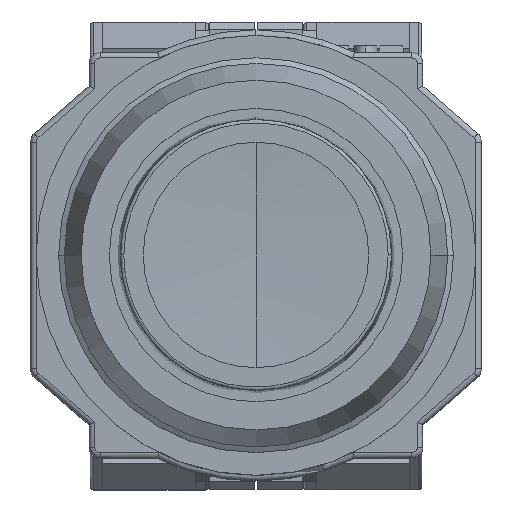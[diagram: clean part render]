
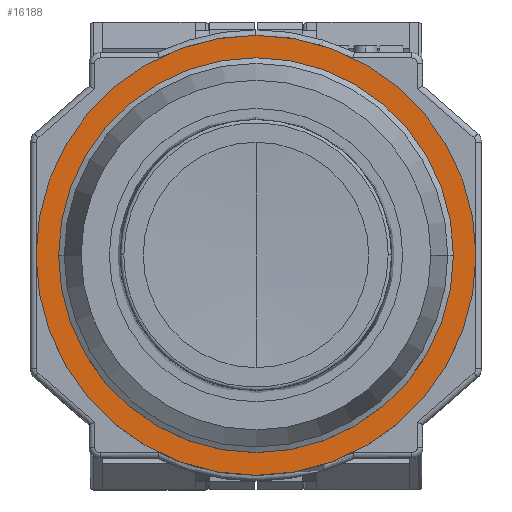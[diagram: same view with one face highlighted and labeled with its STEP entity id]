
A CAD part, top view. The second image highlights one B-rep face of the part: STEP entity #16188.
In plain terms, the highlighted planar face has unit normal (0, 0, 1).
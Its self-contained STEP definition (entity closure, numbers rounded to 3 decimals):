
#299 = DIRECTION ( 'NONE',  ( 0., 0., 1. ) ) ;
#475 = VERTEX_POINT ( 'NONE', #4893 ) ;
#987 = FACE_OUTER_BOUND ( 'NONE', #11982, .T. ) ;
#1097 = DIRECTION ( 'NONE',  ( 0., 0., 1. ) ) ;
#2303 = FACE_BOUND ( 'NONE', #2862, .T. ) ;
#2862 = EDGE_LOOP ( 'NONE', ( #8643, #15501 ) ) ;
#3502 = VERTEX_POINT ( 'NONE', #14659 ) ;
#4062 = AXIS2_PLACEMENT_3D ( 'NONE', #10707, #8930, #7182 ) ;
#4283 = AXIS2_PLACEMENT_3D ( 'NONE', #15006, #13308, #11553 ) ;
#4666 = CARTESIAN_POINT ( 'NONE',  ( 19.5, 0., 1.5 ) ) ;
#4893 = CARTESIAN_POINT ( 'NONE',  ( 14.75, 0., 1.5 ) ) ;
#5168 = CIRCLE ( 'NONE', #4283, 19.5 ) ;
#5306 = CIRCLE ( 'NONE', #10076, 14.75 ) ;
#5395 = AXIS2_PLACEMENT_3D ( 'NONE', #14987, #1097, #16329 ) ;
#6627 = CIRCLE ( 'NONE', #12610, 19.5 ) ;
#7182 = DIRECTION ( 'NONE',  ( 1., 0., 0. ) ) ;
#7503 = EDGE_CURVE ( 'NONE', #475, #10140, #5306, .T. ) ;
#7857 = CIRCLE ( 'NONE', #5395, 14.75 ) ;
#7952 = EDGE_CURVE ( 'NONE', #8055, #3502, #6627, .T. ) ;
#8055 = VERTEX_POINT ( 'NONE', #4666 ) ;
#8643 = ORIENTED_EDGE ( 'NONE', *, *, #15282, .F. ) ;
#8930 = DIRECTION ( 'NONE',  ( 0., 0., 1. ) ) ;
#8951 = CARTESIAN_POINT ( 'NONE',  ( 0., 0., 1.5 ) ) ;
#9831 = ORIENTED_EDGE ( 'NONE', *, *, #14894, .T. ) ;
#10076 = AXIS2_PLACEMENT_3D ( 'NONE', #8951, #299, #15521 ) ;
#10140 = VERTEX_POINT ( 'NONE', #16906 ) ;
#10707 = CARTESIAN_POINT ( 'NONE',  ( -19.734, -19.734, 1.5 ) ) ;
#11126 = DIRECTION ( 'NONE',  ( -1., 0., 0. ) ) ;
#11553 = DIRECTION ( 'NONE',  ( -1., 0., 0. ) ) ;
#11982 = EDGE_LOOP ( 'NONE', ( #9831, #16722 ) ) ;
#12212 = PLANE ( 'NONE',  #4062 ) ;
#12610 = AXIS2_PLACEMENT_3D ( 'NONE', #14632, #12901, #11126 ) ;
#12901 = DIRECTION ( 'NONE',  ( 0., 0., 1. ) ) ;
#13308 = DIRECTION ( 'NONE',  ( 0., 0., 1. ) ) ;
#14632 = CARTESIAN_POINT ( 'NONE',  ( 0., 0., 1.5 ) ) ;
#14659 = CARTESIAN_POINT ( 'NONE',  ( -19.5, 0., 1.5 ) ) ;
#14894 = EDGE_CURVE ( 'NONE', #3502, #8055, #5168, .T. ) ;
#14987 = CARTESIAN_POINT ( 'NONE',  ( 0., 0., 1.5 ) ) ;
#15006 = CARTESIAN_POINT ( 'NONE',  ( 0., 0., 1.5 ) ) ;
#15282 = EDGE_CURVE ( 'NONE', #10140, #475, #7857, .T. ) ;
#15501 = ORIENTED_EDGE ( 'NONE', *, *, #7503, .F. ) ;
#15521 = DIRECTION ( 'NONE',  ( -1., 0., 0. ) ) ;
#16188 = ADVANCED_FACE ( 'NONE', ( #2303, #987 ), #12212, .T. ) ;
#16329 = DIRECTION ( 'NONE',  ( -1., 0., 0. ) ) ;
#16722 = ORIENTED_EDGE ( 'NONE', *, *, #7952, .T. ) ;
#16906 = CARTESIAN_POINT ( 'NONE',  ( -14.75, 0., 1.5 ) ) ;
